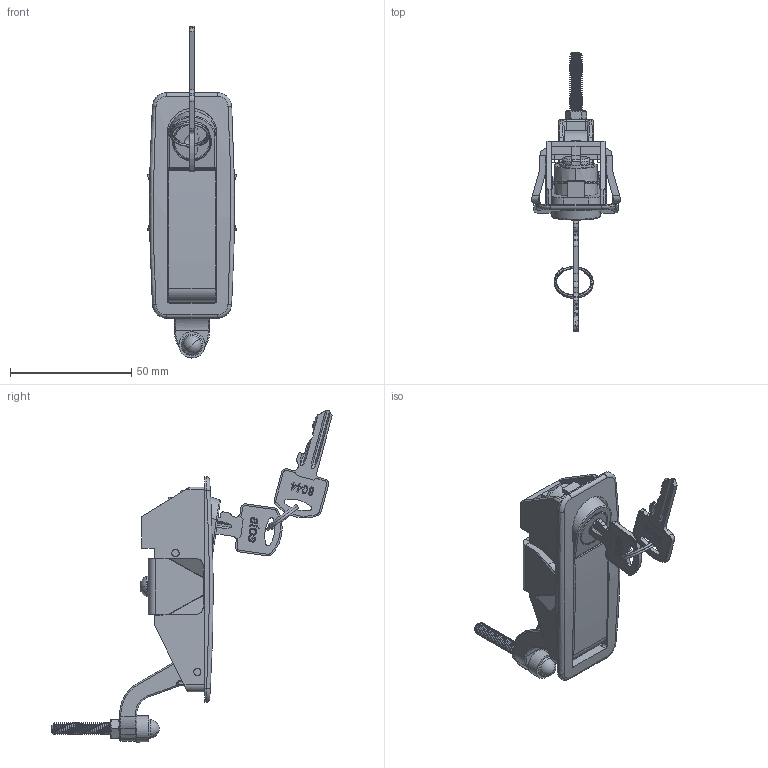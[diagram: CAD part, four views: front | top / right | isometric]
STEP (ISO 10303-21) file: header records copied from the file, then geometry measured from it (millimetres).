
FILE_DESCRIPTION (( 'STEP AP203' ), '1' );
FILE_NAME ('KP07.1.2.31.24.2.STEP', '2022-05-30T12:52:48', ( '' ), ( '' ), 'SwSTEP 2.0', 'SolidWorks 2021', '' );
FILE_SCHEMA (( 'CONFIG_CONTROL_DESIGN' ));
Length unit declared in the file: millimetre
Products named in the file (1): KP07.1.2.31.24.2
Bounding box: 36.47 x 115.61 x 136.91 mm (x, y, z)
Surface area: 28494.1 mm2 (no closed solid volume)
Topology: 0 solids, 25 shells, 673 faces, 2547 edges, 1837 vertices
Faces by surface type: cylinder 265, plane 261, bspline 95, cone 27, torus 21, sphere 4
Entity records: 40456 total; most frequent: CARTESIAN_POINT 21165, ORIENTED_EDGE 4062, DIRECTION 3408, EDGE_CURVE 2544, VERTEX_POINT 1837, LINE 1264, VECTOR 1264, AXIS2_PLACEMENT_3D 1072
